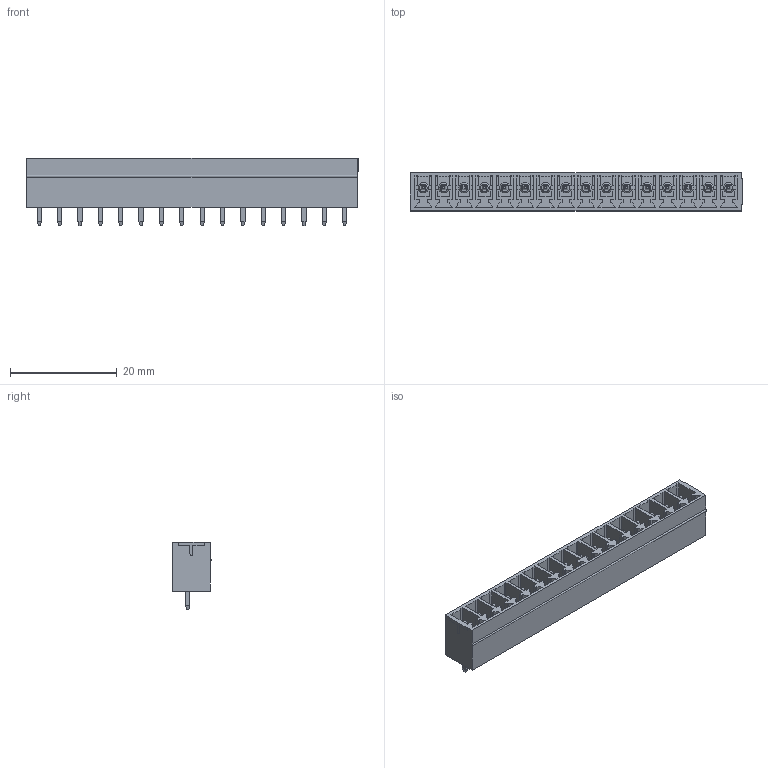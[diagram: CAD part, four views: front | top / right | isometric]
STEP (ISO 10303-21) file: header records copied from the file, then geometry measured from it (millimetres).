
FILE_DESCRIPTION( ( 'Unknown' ), '1' );
FILE_NAME( '691321300016.stp', 'Unknown', ( 'Unknown' ), ( 'Unknown' ), 'PSStep 18.0.17', 'Unknown', ' ' );
FILE_SCHEMA( ( 'AUTOMOTIVE_DESIGN { 1 0 10303 214 1 1 1 1 }' ) );
Length unit declared in the file: millimetre
Products named in the file (3): Assem1; 6913213000xx_PIN; 691321300016
Assembly tree (17 placements, depth 2):
  Assem1
    6913213000xx_PIN  x16
    691321300016
Bounding box: 62.15 x 7.2 x 12.7 mm (x, y, z)
Volume: 1994.5 mm3; surface area: 5918.3 mm2
Topology: 17 solids, 17 shells, 936 faces, 2498 edges, 1612 vertices
Faces by surface type: plane 869, cylinder 51, torus 16
Full cylindrical faces by diameter (mm): 1.9 x16
Entity records: 29002 total; most frequent: CARTESIAN_POINT 4130, ORIENTED_EDGE 4060, DIRECTION 3636, EDGE_CURVE 2030, LINE 1912, VECTOR 1912, VERTEX_POINT 1356, AXIS2_PLACEMENT_3D 862
